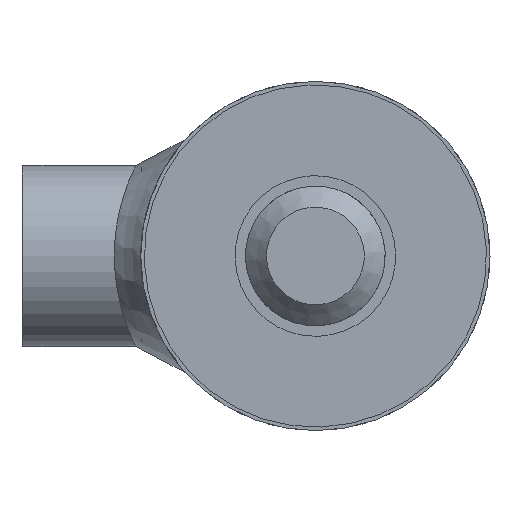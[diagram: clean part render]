
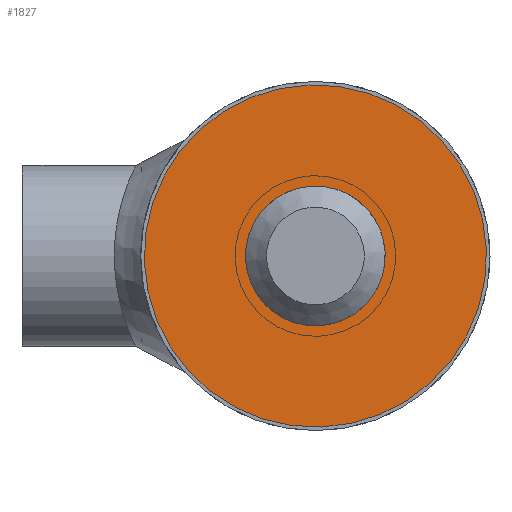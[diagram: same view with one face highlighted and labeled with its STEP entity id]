
A CAD part, left-side view. The second image highlights one B-rep face of the part: STEP entity #1827.
In plain terms, the highlighted face is planar.
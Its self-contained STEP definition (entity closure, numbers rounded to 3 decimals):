
#179=CIRCLE('',#2157,10.);
#180=CIRCLE('',#2159,24.5);
#274=PLANE('',#2158);
#484=FACE_BOUND('',#693,.T.);
#549=FACE_OUTER_BOUND('',#692,.T.);
#692=EDGE_LOOP('',(#1435));
#693=EDGE_LOOP('',(#1436));
#883=VERTEX_POINT('',#4066);
#884=VERTEX_POINT('',#4070);
#1079=EDGE_CURVE('',#883,#883,#179,.T.);
#1080=EDGE_CURVE('',#884,#884,#180,.T.);
#1435=ORIENTED_EDGE('',*,*,#1080,.F.);
#1436=ORIENTED_EDGE('',*,*,#1079,.T.);
#1827=ADVANCED_FACE('',(#549,#484),#274,.T.);
#2157=AXIS2_PLACEMENT_3D('',#4068,#2555,#2556);
#2158=AXIS2_PLACEMENT_3D('',#4069,#2557,#2558);
#2159=AXIS2_PLACEMENT_3D('',#4071,#2559,#2560);
#2555=DIRECTION('center_axis',(0.,1.,0.));
#2556=DIRECTION('ref_axis',(1.,0.,0.));
#2557=DIRECTION('center_axis',(0.,-1.,0.));
#2558=DIRECTION('ref_axis',(0.,0.,-1.));
#2559=DIRECTION('center_axis',(0.,1.,0.));
#2560=DIRECTION('ref_axis',(1.,0.,0.));
#4066=CARTESIAN_POINT('',(0.,0.,10.));
#4068=CARTESIAN_POINT('Origin',(0.,0.,0.));
#4069=CARTESIAN_POINT('Origin',(0.,0.,-24.5));
#4070=CARTESIAN_POINT('',(0.,0.,24.5));
#4071=CARTESIAN_POINT('Origin',(0.,0.,0.));
